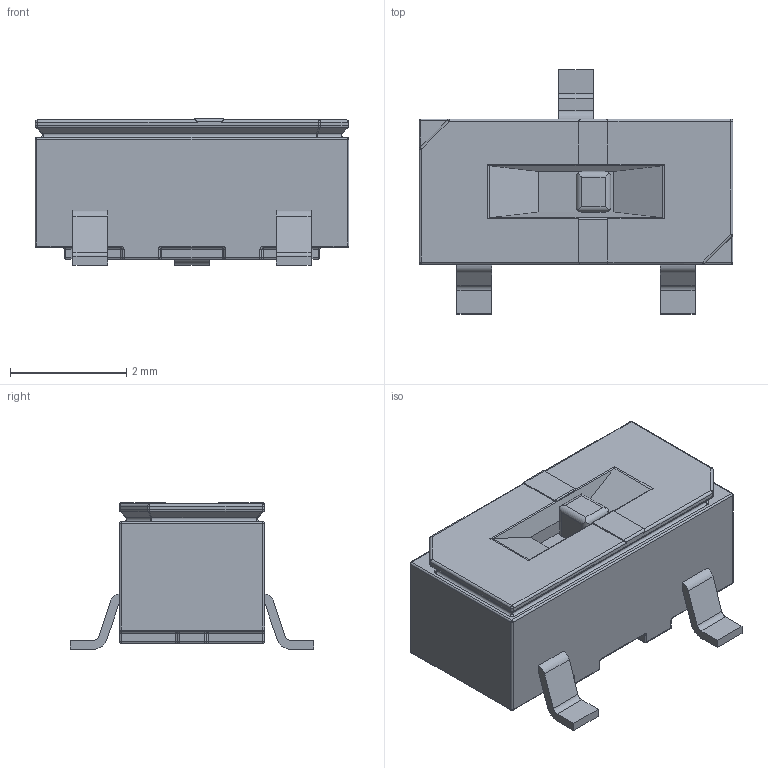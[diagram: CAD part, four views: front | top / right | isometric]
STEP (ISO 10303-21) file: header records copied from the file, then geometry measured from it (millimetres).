
FILE_DESCRIPTION(/* description */ (''),/* implementation_level */ '2;1');
FILE_NAME(/* name */ 'Nidec Copal - CJS-Gullwing.step',/* time_stamp */ '2019-12-06T12:49:29+00:00',/* author */ (''),/* organization */ (''),/* preprocessor_version */ 'ST-DEVELOPER v18',/* originating_system */ 'Autodesk Translation Framework v8.12.0.6',/* authorisation */ '');
FILE_SCHEMA (('AUTOMOTIVE_DESIGN { 1 0 10303 214 3 1 1 }'));
Length unit declared in the file: millimetre
Products named in the file (1): Nidec Copal - CJS-Gullwing
Bounding box: 5.4 x 4.2 x 2.52 mm (x, y, z)
Volume: 30.1 mm3; surface area: 75.6 mm2
Topology: 1 solids, 1 shells, 288 faces, 651 edges, 369 vertices
Faces by surface type: cylinder 136, plane 86, sphere 40, torus 20, bspline 6
Entity records: 8255 total; most frequent: CARTESIAN_POINT 1596, DIRECTION 1492, ORIENTED_EDGE 1302, EDGE_CURVE 651, AXIS2_PLACEMENT_3D 567, VERTEX_POINT 369, LINE 358, VECTOR 358
